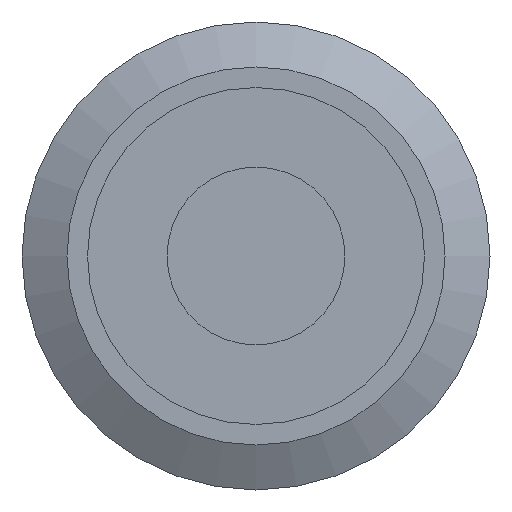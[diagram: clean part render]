
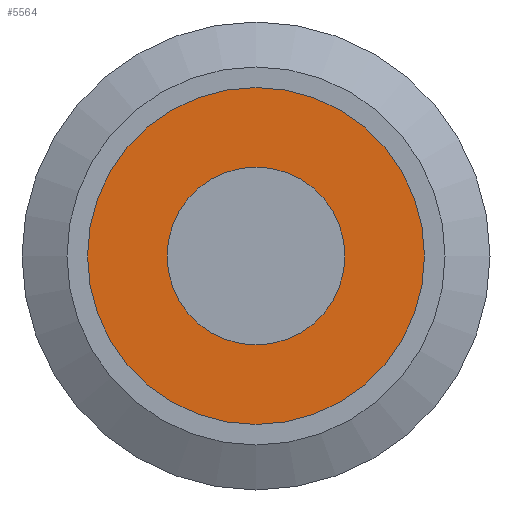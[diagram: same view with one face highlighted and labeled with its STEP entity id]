
A CAD part, left-side view. The second image highlights one B-rep face of the part: STEP entity #5564.
In plain terms, the highlighted planar face has unit normal (-1, 0, 0).
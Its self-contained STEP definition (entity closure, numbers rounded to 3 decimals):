
#129=FACE_BOUND('',#899,.T.);
#282=CIRCLE('',#6026,4.75);
#283=CIRCLE('',#6028,9.);
#579=FACE_OUTER_BOUND('',#898,.T.);
#898=EDGE_LOOP('',(#4967));
#899=EDGE_LOOP('',(#4968));
#2655=VERTEX_POINT('',#9133);
#2656=VERTEX_POINT('',#9136);
#3434=EDGE_CURVE('',#2655,#2655,#282,.T.);
#3435=EDGE_CURVE('',#2656,#2656,#283,.T.);
#4967=ORIENTED_EDGE('',*,*,#3435,.T.);
#4968=ORIENTED_EDGE('',*,*,#3434,.T.);
#5281=PLANE('',#6027);
#5564=ADVANCED_FACE('',(#579,#129),#5281,.F.);
#6026=AXIS2_PLACEMENT_3D('',#9134,#7510,#7511);
#6027=AXIS2_PLACEMENT_3D('',#9135,#7512,#7513);
#6028=AXIS2_PLACEMENT_3D('',#9137,#7514,#7515);
#7510=DIRECTION('center_axis',(1.,0.,0.));
#7511=DIRECTION('ref_axis',(0.,0.,1.));
#7512=DIRECTION('center_axis',(1.,0.,0.));
#7513=DIRECTION('ref_axis',(0.,0.,1.));
#7514=DIRECTION('center_axis',(-1.,0.,0.));
#7515=DIRECTION('ref_axis',(0.,0.,1.));
#9133=CARTESIAN_POINT('',(-1.8,0.,-4.75));
#9134=CARTESIAN_POINT('Origin',(-1.8,0.,0.));
#9135=CARTESIAN_POINT('Origin',(-1.8,0.,0.));
#9136=CARTESIAN_POINT('',(-1.8,0.,-9.));
#9137=CARTESIAN_POINT('Origin',(-1.8,0.,0.));
